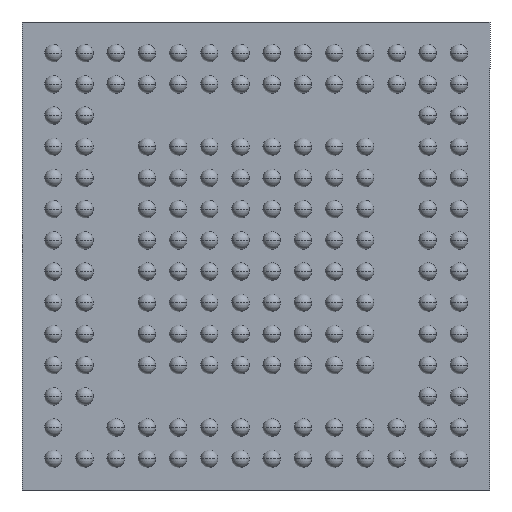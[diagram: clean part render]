
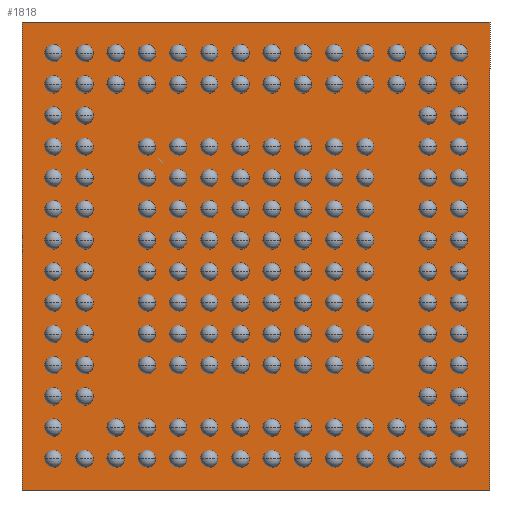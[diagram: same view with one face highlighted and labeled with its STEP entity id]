
A CAD part, front view. The second image highlights one B-rep face of the part: STEP entity #1818.
In plain terms, the highlighted planar face has unit normal (0, -1, 0).
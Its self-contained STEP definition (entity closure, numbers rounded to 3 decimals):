
#38 = PLANE ( 'NONE',  #1775 ) ;
#81 = EDGE_CURVE ( 'NONE', #697, #652, #1302, .T. ) ;
#137 = DIRECTION ( 'NONE',  ( 0., 0., 1. ) ) ;
#173 = ORIENTED_EDGE ( 'NONE', *, *, #241, .F. ) ;
#190 = ORIENTED_EDGE ( 'NONE', *, *, #1014, .F. ) ;
#217 = CARTESIAN_POINT ( 'NONE',  ( -6., 0.4, 6. ) ) ;
#241 = EDGE_CURVE ( 'NONE', #1669, #1679, #1600, .T. ) ;
#334 = EDGE_CURVE ( 'NONE', #1679, #697, #1149, .T. ) ;
#359 = VECTOR ( 'NONE', #137, 1000. ) ;
#371 = DIRECTION ( 'NONE',  ( 0., 1., 0. ) ) ;
#383 = CARTESIAN_POINT ( 'NONE',  ( 0., 0.4, 0. ) ) ;
#431 = DIRECTION ( 'NONE',  ( -1., 0., 0. ) ) ;
#487 = ORIENTED_EDGE ( 'NONE', *, *, #81, .F. ) ;
#541 = CARTESIAN_POINT ( 'NONE',  ( 6., 0.4, -6. ) ) ;
#545 = DIRECTION ( 'NONE',  ( 1., 0., 0. ) ) ;
#576 = LINE ( 'NONE', #1718, #886 ) ;
#650 = CARTESIAN_POINT ( 'NONE',  ( 6., 0.4, -6. ) ) ;
#652 = VERTEX_POINT ( 'NONE', #650 ) ;
#697 = VERTEX_POINT ( 'NONE', #1658 ) ;
#713 = CARTESIAN_POINT ( 'NONE',  ( -6., 0.4, -6. ) ) ;
#886 = VECTOR ( 'NONE', #431, 1000. ) ;
#891 = DIRECTION ( 'NONE',  ( 0., 0., -1. ) ) ;
#1014 = EDGE_CURVE ( 'NONE', #652, #1669, #576, .T. ) ;
#1052 = VECTOR ( 'NONE', #891, 1000. ) ;
#1149 = LINE ( 'NONE', #1321, #1706 ) ;
#1302 = LINE ( 'NONE', #541, #1052 ) ;
#1321 = CARTESIAN_POINT ( 'NONE',  ( -6., 0.4, 6. ) ) ;
#1467 = CARTESIAN_POINT ( 'NONE',  ( -6., 0.4, -6. ) ) ;
#1552 = ORIENTED_EDGE ( 'NONE', *, *, #334, .F. ) ;
#1577 = EDGE_LOOP ( 'NONE', ( #173, #190, #487, #1552 ) ) ;
#1600 = LINE ( 'NONE', #1467, #359 ) ;
#1657 = DIRECTION ( 'NONE',  ( 0., 0., 1. ) ) ;
#1658 = CARTESIAN_POINT ( 'NONE',  ( 6., 0.4, 6. ) ) ;
#1669 = VERTEX_POINT ( 'NONE', #713 ) ;
#1679 = VERTEX_POINT ( 'NONE', #217 ) ;
#1706 = VECTOR ( 'NONE', #545, 1000. ) ;
#1718 = CARTESIAN_POINT ( 'NONE',  ( -6., 0.4, -6. ) ) ;
#1775 = AXIS2_PLACEMENT_3D ( 'NONE', #383, #371, #1657 ) ;
#1818 = ADVANCED_FACE ( 'NONE', ( #1827 ), #38, .F. ) ;
#1827 = FACE_OUTER_BOUND ( 'NONE', #1577, .T. ) ;
